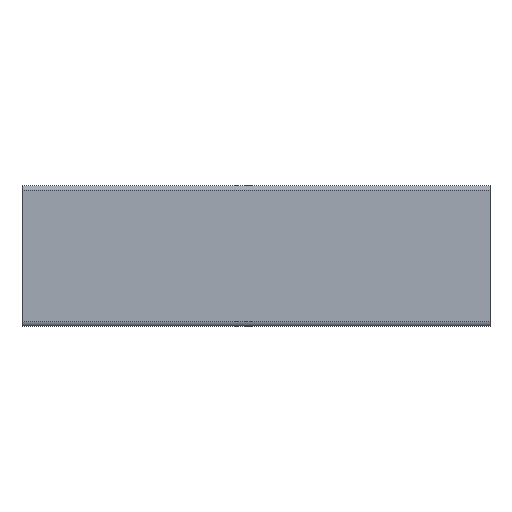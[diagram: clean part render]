
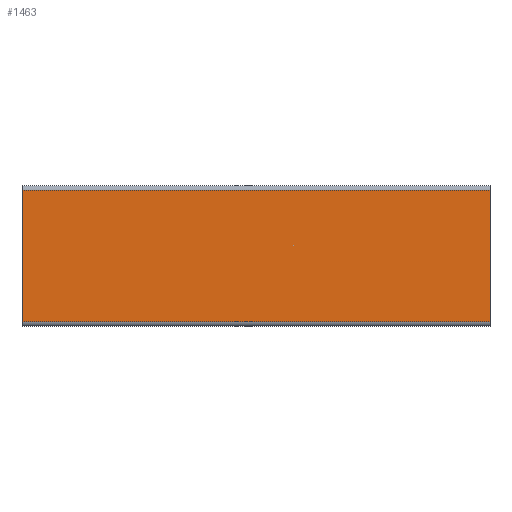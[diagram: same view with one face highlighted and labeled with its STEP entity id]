
A CAD part, front view. The second image highlights one B-rep face of the part: STEP entity #1463.
In plain terms, the highlighted planar face has unit normal (0, -1, 0).
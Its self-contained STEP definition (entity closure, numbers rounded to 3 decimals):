
#54 = VECTOR ( 'NONE', #1727, 1000. ) ;
#64 = VECTOR ( 'NONE', #1712, 1000. ) ;
#66 = VECTOR ( 'NONE', #1700, 1000. ) ;
#122 = VECTOR ( 'NONE', #1584, 1000. ) ;
#147 = AXIS2_PLACEMENT_3D ( 'NONE', #2429, #2440, #2441 ) ;
#525 = VERTEX_POINT ( 'NONE', #1060 ) ;
#576 = VERTEX_POINT ( 'NONE', #1986 ) ;
#621 = VERTEX_POINT ( 'NONE', #2031 ) ;
#629 = VERTEX_POINT ( 'NONE', #2039 ) ;
#1060 = CARTESIAN_POINT ( 'NONE',  ( 100., -15., -14. ) ) ;
#1154 = ORIENTED_EDGE ( 'NONE', *, *, #1534, .T. ) ;
#1156 = ORIENTED_EDGE ( 'NONE', *, *, #1486, .T. ) ;
#1157 = ORIENTED_EDGE ( 'NONE', *, *, #1529, .F. ) ;
#1158 = ORIENTED_EDGE ( 'NONE', *, *, #1525, .F. ) ;
#1242 = EDGE_LOOP ( 'NONE', ( #1154, #1158, #1157, #1156 ) ) ;
#1463 = ADVANCED_FACE ( 'NONE', ( #2436 ), #2437, .F. ) ;
#1486 = EDGE_CURVE ( 'NONE', #576, #629, #2521, .T. ) ;
#1525 = EDGE_CURVE ( 'NONE', #525, #621, #1689, .T. ) ;
#1529 = EDGE_CURVE ( 'NONE', #576, #525, #1702, .T. ) ;
#1534 = EDGE_CURVE ( 'NONE', #629, #621, #1725, .T. ) ;
#1582 = CARTESIAN_POINT ( 'NONE',  ( 100., -15., 14. ) ) ;
#1584 = DIRECTION ( 'NONE',  ( -1., 0., 0. ) ) ;
#1689 = LINE ( 'NONE', #1699, #66 ) ;
#1699 = CARTESIAN_POINT ( 'NONE',  ( 100., -15., -14. ) ) ;
#1700 = DIRECTION ( 'NONE',  ( -1., 0., 0. ) ) ;
#1702 = LINE ( 'NONE', #1711, #64 ) ;
#1711 = CARTESIAN_POINT ( 'NONE',  ( 100., -15., -14. ) ) ;
#1712 = DIRECTION ( 'NONE',  ( 0., 0., -1. ) ) ;
#1725 = LINE ( 'NONE', #1726, #54 ) ;
#1726 = CARTESIAN_POINT ( 'NONE',  ( 0., -15., -14. ) ) ;
#1727 = DIRECTION ( 'NONE',  ( 0., 0., -1. ) ) ;
#1986 = CARTESIAN_POINT ( 'NONE',  ( 100., -15., 14. ) ) ;
#2031 = CARTESIAN_POINT ( 'NONE',  ( 0., -15., -14. ) ) ;
#2039 = CARTESIAN_POINT ( 'NONE',  ( 0., -15., 14. ) ) ;
#2429 = CARTESIAN_POINT ( 'NONE',  ( 100., -15., -14. ) ) ;
#2436 = FACE_OUTER_BOUND ( 'NONE', #1242, .T. ) ;
#2437 = PLANE ( 'NONE',  #147 ) ;
#2440 = DIRECTION ( 'NONE',  ( 0., 1., 0. ) ) ;
#2441 = DIRECTION ( 'NONE',  ( 0., 0., 1. ) ) ;
#2521 = LINE ( 'NONE', #1582, #122 ) ;
